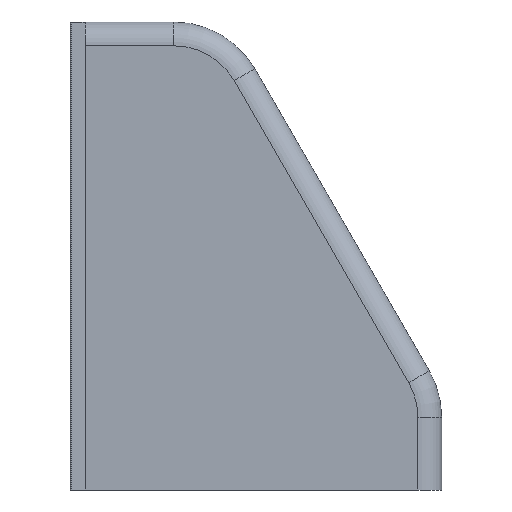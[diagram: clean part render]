
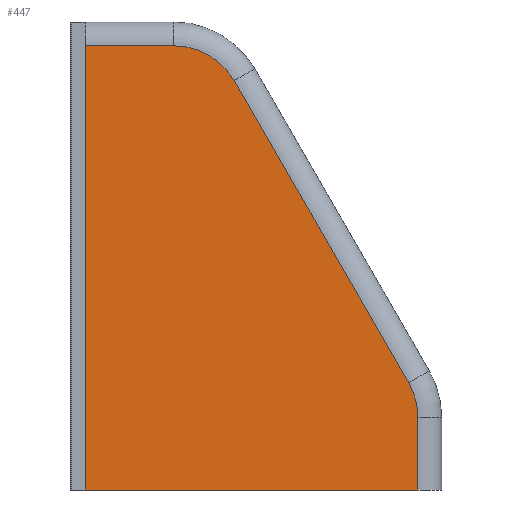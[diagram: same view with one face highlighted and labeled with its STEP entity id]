
A CAD part, left-side view. The second image highlights one B-rep face of the part: STEP entity #447.
In plain terms, the highlighted planar face has unit normal (-1, 0, 0).
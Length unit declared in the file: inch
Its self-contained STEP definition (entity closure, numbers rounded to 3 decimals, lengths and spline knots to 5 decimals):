
#12 = DIRECTION ( 'NONE',  ( -1., 0., 0. ) ) ;
#13 = CARTESIAN_POINT ( 'NONE',  ( -6., -13.60652, 4.51017 ) ) ;
#16 = DIRECTION ( 'NONE',  ( 0., 0., 1. ) ) ;
#22 = CARTESIAN_POINT ( 'NONE',  ( -6., -15., 0. ) ) ;
#24 = VERTEX_POINT ( 'NONE', #13 ) ;
#25 = CARTESIAN_POINT ( 'NONE',  ( -6., -15.90785, 0.52415 ) ) ;
#26 = EDGE_CURVE ( 'NONE', #677, #572, #455, .T. ) ;
#30 = ORIENTED_EDGE ( 'NONE', *, *, #461, .F. ) ;
#50 = VERTEX_POINT ( 'NONE', #84 ) ;
#67 = LINE ( 'NONE', #485, #759 ) ;
#75 = DIRECTION ( 'NONE',  ( -1., 0., 0. ) ) ;
#84 = CARTESIAN_POINT ( 'NONE',  ( -6., 0., 18.68504 ) ) ;
#92 = DIRECTION ( 'NONE',  ( 0., 0., -1. ) ) ;
#107 = CARTESIAN_POINT ( 'NONE',  ( -6., -15., 18.68504 ) ) ;
#144 = LINE ( 'NONE', #22, #678 ) ;
#148 = CARTESIAN_POINT ( 'NONE',  ( -6., -14., 0. ) ) ;
#153 = AXIS2_PLACEMENT_3D ( 'NONE', #476, #75, #552 ) ;
#161 = EDGE_CURVE ( 'NONE', #572, #24, #781, .T. ) ;
#203 = LINE ( 'NONE', #25, #544 ) ;
#204 = EDGE_CURVE ( 'NONE', #342, #50, #67, .T. ) ;
#227 = DIRECTION ( 'NONE',  ( 0., 1., 0. ) ) ;
#251 = ORIENTED_EDGE ( 'NONE', *, *, #840, .T. ) ;
#257 = EDGE_CURVE ( 'NONE', #24, #427, #203, .T. ) ;
#275 = VECTOR ( 'NONE', #559, 39.37008 ) ;
#277 = CARTESIAN_POINT ( 'NONE',  ( -6., 0., 0. ) ) ;
#291 = DIRECTION ( 'NONE',  ( 0., 0.5, 0.866 ) ) ;
#327 = CIRCLE ( 'NONE', #153, 2.93701 ) ;
#339 = EDGE_CURVE ( 'NONE', #427, #405, #327, .T. ) ;
#342 = VERTEX_POINT ( 'NONE', #277 ) ;
#347 = VECTOR ( 'NONE', #446, 39.37008 ) ;
#350 = AXIS2_PLACEMENT_3D ( 'NONE', #413, #12, #481 ) ;
#393 = ORIENTED_EDGE ( 'NONE', *, *, #257, .T. ) ;
#405 = VERTEX_POINT ( 'NONE', #752 ) ;
#413 = CARTESIAN_POINT ( 'NONE',  ( -6., -11.06299, 3.04166 ) ) ;
#421 = CARTESIAN_POINT ( 'NONE',  ( -6., -15., 0. ) ) ;
#425 = CARTESIAN_POINT ( 'NONE',  ( -6., -14., 0. ) ) ;
#427 = VERTEX_POINT ( 'NONE', #619 ) ;
#437 = CARTESIAN_POINT ( 'NONE',  ( -6., -14., 3.04166 ) ) ;
#446 = DIRECTION ( 'NONE',  ( 0., 1., 0. ) ) ;
#447 = ADVANCED_FACE ( 'NONE', ( #509 ), #823, .F. ) ;
#455 = LINE ( 'NONE', #148, #275 ) ;
#461 = EDGE_CURVE ( 'NONE', #677, #342, #144, .T. ) ;
#476 = CARTESIAN_POINT ( 'NONE',  ( -6., -3.72697, 15.74803 ) ) ;
#481 = DIRECTION ( 'NONE',  ( 0., 0., -1. ) ) ;
#485 = CARTESIAN_POINT ( 'NONE',  ( -6., 0., 0. ) ) ;
#491 = DIRECTION ( 'NONE',  ( 1., 0., 0. ) ) ;
#509 = FACE_OUTER_BOUND ( 'NONE', #715, .T. ) ;
#544 = VECTOR ( 'NONE', #291, 39.37008 ) ;
#546 = ORIENTED_EDGE ( 'NONE', *, *, #26, .T. ) ;
#552 = DIRECTION ( 'NONE',  ( 0., 0., -1. ) ) ;
#559 = DIRECTION ( 'NONE',  ( 0., 0., 1. ) ) ;
#572 = VERTEX_POINT ( 'NONE', #437 ) ;
#607 = ORIENTED_EDGE ( 'NONE', *, *, #161, .T. ) ;
#619 = CARTESIAN_POINT ( 'NONE',  ( -6., -6.27049, 17.21654 ) ) ;
#677 = VERTEX_POINT ( 'NONE', #425 ) ;
#678 = VECTOR ( 'NONE', #227, 39.37008 ) ;
#688 = AXIS2_PLACEMENT_3D ( 'NONE', #421, #491, #92 ) ;
#715 = EDGE_LOOP ( 'NONE', ( #30, #546, #607, #393, #873, #251, #850 ) ) ;
#729 = LINE ( 'NONE', #107, #347 ) ;
#752 = CARTESIAN_POINT ( 'NONE',  ( -6., -3.72697, 18.68504 ) ) ;
#759 = VECTOR ( 'NONE', #16, 39.37008 ) ;
#781 = CIRCLE ( 'NONE', #350, 2.93701 ) ;
#823 = PLANE ( 'NONE',  #688 ) ;
#840 = EDGE_CURVE ( 'NONE', #405, #50, #729, .T. ) ;
#850 = ORIENTED_EDGE ( 'NONE', *, *, #204, .F. ) ;
#873 = ORIENTED_EDGE ( 'NONE', *, *, #339, .T. ) ;
